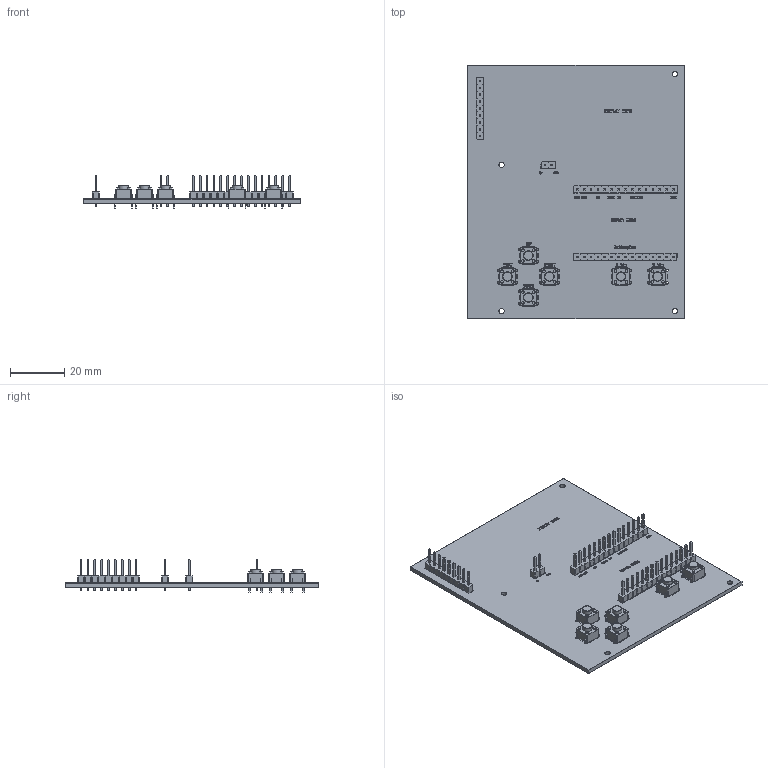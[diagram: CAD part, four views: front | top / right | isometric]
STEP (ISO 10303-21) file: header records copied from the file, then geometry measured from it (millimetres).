
FILE_DESCRIPTION(/* description */ ('KiCad electronic assembly'),/* implementation_level */ '2;1');
FILE_NAME(/* name */ '1dbc69b8-034f-4cd2-ac07-f308b18fa220.zip.stp',/* time_stamp */ '2025-09-29T14:10:33Z',/* author */ (''),/* organization */ (''),/* preprocessor_version */ 'ST-DEVELOPER v20.1',/* originating_system */ 'Autodesk Translation Framework v14.21.0.0',/* authorisation */ '');
FILE_SCHEMA (('AUTOMOTIVE_DESIGN { 1 0 10303 214 3 1 1 }'));
Length unit declared in the file: millimetre
Products named in the file (8): PocketGamePCBnew 1; PinHeader_1x09_P2.54mm_Vertical; PinHeader_1x02_P2.54mm_Vertical; PocketGamePCB_silkscreen; PocketGamePCB_soldermask; PocketGamePCB_PCB; PinHeader_1x15_P2.54mm_Vertical; SW_PUSH_6mm_H5mm
Assembly tree (13 placements, depth 2):
  PocketGamePCBnew 1
    PinHeader_1x15_P2.54mm_Vertical  x2
    SW_PUSH_6mm_H5mm  x6
    PinHeader_1x09_P2.54mm_Vertical
    PinHeader_1x02_P2.54mm_Vertical
    PocketGamePCB_silkscreen
    PocketGamePCB_soldermask
    PocketGamePCB_PCB
Bounding box: 80 x 93.5 x 12.04 mm (x, y, z)
Volume: 12891 mm3; surface area: 33916.8 mm2
Topology: 11 solids, 132 shells, 1826 faces, 6217 edges, 4646 vertices
Faces by surface type: plane 1505, cylinder 315, torus 6
Full cylindrical faces by diameter (mm): 1 x65, 1.1 x24, 2 x4, 3.5 x6
Entity records: 42805 total; most frequent: CARTESIAN_POINT 8121, DIRECTION 6705, ORIENTED_EDGE 5978, EDGE_CURVE 3956, VERTEX_POINT 3207, LINE 3123, VECTOR 3123, AXIS2_PLACEMENT_3D 1791
